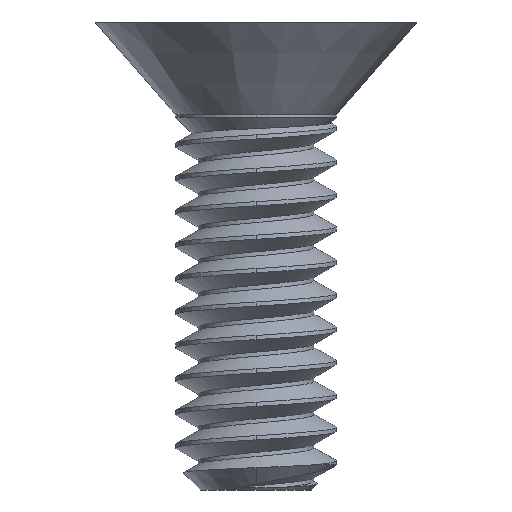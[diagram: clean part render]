
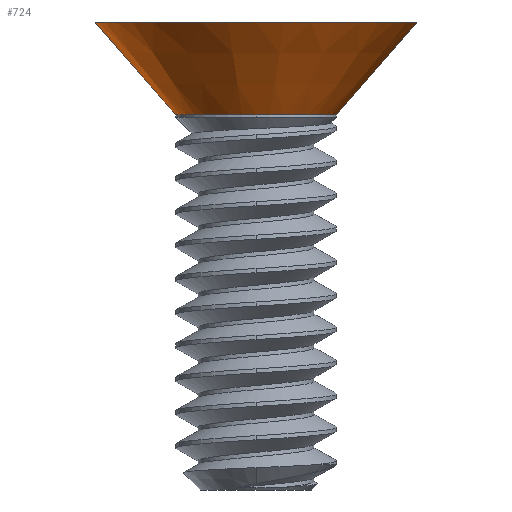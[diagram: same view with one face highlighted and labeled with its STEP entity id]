
A CAD part, front view. The second image highlights one B-rep face of the part: STEP entity #724.
In plain terms, the highlighted conical face has half-angle 41 degrees and reference radius 2.184 mm.
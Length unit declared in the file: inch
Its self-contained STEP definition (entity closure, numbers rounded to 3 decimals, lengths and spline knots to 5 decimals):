
#724 = ADVANCED_FACE ( 'NONE', ( #3133 ), #3146, .T. ) ;
#803 = CARTESIAN_POINT ( 'NONE',  ( 0., 0., 0.00153 ) ) ;
#804 = DIRECTION ( 'NONE',  ( 0., 0., -1. ) ) ;
#805 = DIRECTION ( 'NONE',  ( 1., 0., 0. ) ) ;
#812 = CARTESIAN_POINT ( 'NONE',  ( 0.086, 0., 0.051 ) ) ;
#816 = DIRECTION ( 'NONE',  ( 0.656, 0., 0.755 ) ) ;
#894 = CARTESIAN_POINT ( 'NONE',  ( -0.086, 0., 0.051 ) ) ;
#895 = DIRECTION ( 'NONE',  ( -0.656, 0., 0.755 ) ) ;
#989 = CARTESIAN_POINT ( 'NONE',  ( -0.086, 0., 0.051 ) ) ;
#1019 = CARTESIAN_POINT ( 'NONE',  ( -0.043, 0., 0.00153 ) ) ;
#1025 = CARTESIAN_POINT ( 'NONE',  ( 0.086, 0., 0.051 ) ) ;
#1037 = CARTESIAN_POINT ( 'NONE',  ( 0.043, 0., 0.00153 ) ) ;
#1057 = CARTESIAN_POINT ( 'NONE',  ( 0., -0.043, 0.00153 ) ) ;
#1130 = AXIS2_PLACEMENT_3D ( 'NONE', #803, #804, #805 ) ;
#1404 = DIRECTION ( 'NONE',  ( -1., 0., 0. ) ) ;
#1405 = DIRECTION ( 'NONE',  ( 0., 0., -1. ) ) ;
#1406 = CARTESIAN_POINT ( 'NONE',  ( 0., 0., 0.051 ) ) ;
#1711 = EDGE_CURVE ( 'NONE', #2890, #2765, #2949, .T. ) ;
#1823 = EDGE_CURVE ( 'NONE', #3238, #2822, #2872, .T. ) ;
#1898 = EDGE_CURVE ( 'NONE', #3229, #3238, #2552, .T. ) ;
#1966 = EDGE_CURVE ( 'NONE', #3229, #2890, #2558, .T. ) ;
#1998 = EDGE_CURVE ( 'NONE', #2822, #2765, #2561, .T. ) ;
#2023 = AXIS2_PLACEMENT_3D ( 'NONE', #1406, #1405, #1404 ) ;
#2026 = AXIS2_PLACEMENT_3D ( 'NONE', #2488, #2491, #2499 ) ;
#2035 = AXIS2_PLACEMENT_3D ( 'NONE', #3417, #3416, #3415 ) ;
#2488 = CARTESIAN_POINT ( 'NONE',  ( 0., 0., 0.051 ) ) ;
#2491 = DIRECTION ( 'NONE',  ( 0., 0., 1. ) ) ;
#2499 = DIRECTION ( 'NONE',  ( 1., 0., 0. ) ) ;
#2549 = VECTOR ( 'NONE', #816, 39.37008 ) ;
#2552 = CIRCLE ( 'NONE', #1130, 0.043 ) ;
#2558 = LINE ( 'NONE', #812, #2549 ) ;
#2561 = LINE ( 'NONE', #894, #2573 ) ;
#2573 = VECTOR ( 'NONE', #895, 39.37008 ) ;
#2616 = ORIENTED_EDGE ( 'NONE', *, *, #1966, .T. ) ;
#2765 = VERTEX_POINT ( 'NONE', #989 ) ;
#2810 = ORIENTED_EDGE ( 'NONE', *, *, #1711, .T. ) ;
#2813 = ORIENTED_EDGE ( 'NONE', *, *, #1823, .F. ) ;
#2822 = VERTEX_POINT ( 'NONE', #1019 ) ;
#2872 = CIRCLE ( 'NONE', #2035, 0.043 ) ;
#2890 = VERTEX_POINT ( 'NONE', #1025 ) ;
#2949 = CIRCLE ( 'NONE', #2023, 0.086 ) ;
#3032 = EDGE_LOOP ( 'NONE', ( #3049, #2813, #3226, #2616, #2810 ) ) ;
#3049 = ORIENTED_EDGE ( 'NONE', *, *, #1998, .F. ) ;
#3133 = FACE_OUTER_BOUND ( 'NONE', #3032, .T. ) ;
#3146 = CONICAL_SURFACE ( 'NONE', #2026, 0.086, 0.716 ) ;
#3226 = ORIENTED_EDGE ( 'NONE', *, *, #1898, .F. ) ;
#3229 = VERTEX_POINT ( 'NONE', #1037 ) ;
#3238 = VERTEX_POINT ( 'NONE', #1057 ) ;
#3415 = DIRECTION ( 'NONE',  ( 1., 0., 0. ) ) ;
#3416 = DIRECTION ( 'NONE',  ( 0., 0., -1. ) ) ;
#3417 = CARTESIAN_POINT ( 'NONE',  ( 0., 0., 0.00153 ) ) ;
